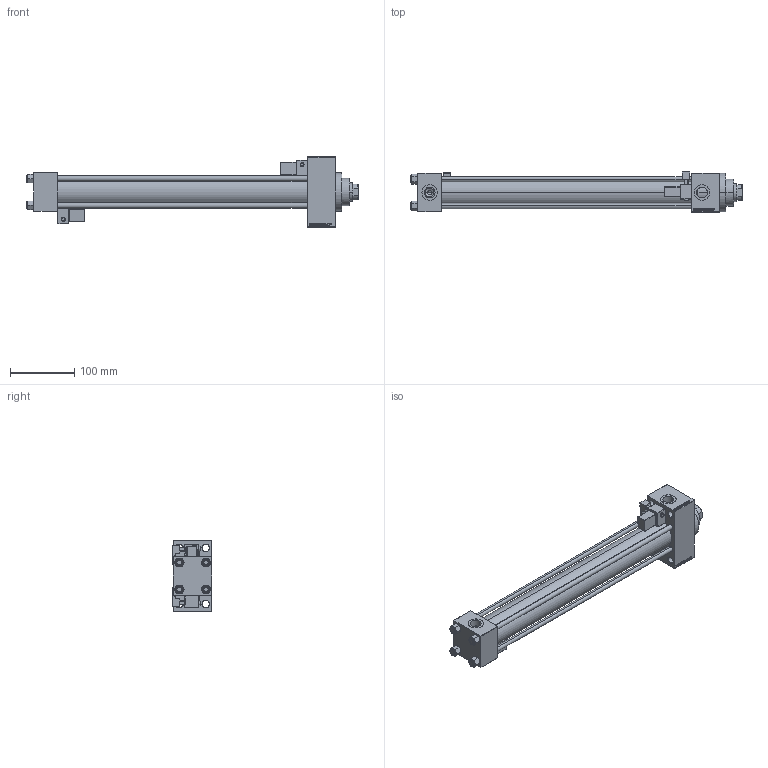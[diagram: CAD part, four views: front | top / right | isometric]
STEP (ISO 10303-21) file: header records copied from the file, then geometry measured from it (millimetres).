
FILE_DESCRIPTION (( 'STEP AP203' ), '1' );
FILE_NAME ('292c.STEP', '2022-04-14T17:37:37', ( '' ), ( '' ), 'SwSTEP 2.0', 'SolidWorks 2019', '' );
FILE_SCHEMA (( 'CONFIG_CONTROL_DESIGN' ));
Length unit declared in the file: millimetre
Products named in the file (7): V215CR_D_Body c0004f02f5c1e9256356b231074018b1; NUT_M5_D c0004f02f5c1e9256356b231074018b1; V215CR_MSU c0004f02f5c1e9256356b231074018b1; V215CR_D_TYCINKA c0004f02f5c1e9256356b231074018b1; 292c; V215CR_VCP_D c0004f02f5c1e9256356b231074018b1; V215_VC_A c0004f02f5c1e9256356b231074018b1
Assembly tree (13 placements, depth 2):
  292c
    V215CR_D_Body c0004f02f5c1e9256356b231074018b1
    V215CR_VCP_D c0004f02f5c1e9256356b231074018b1
    NUT_M5_D c0004f02f5c1e9256356b231074018b1  x4
    V215CR_D_TYCINKA c0004f02f5c1e9256356b231074018b1  x4
    V215_VC_A c0004f02f5c1e9256356b231074018b1
    V215CR_MSU c0004f02f5c1e9256356b231074018b1  x2
Bounding box: 515 x 61.9 x 109 mm (x, y, z)
Volume: 972787.1 mm3; surface area: 292524.8 mm2
Topology: 13 solids, 13 shells, 1268 faces, 3137 edges, 1989 vertices
Faces by surface type: plane 560, bspline 368, cylinder 152, cone 144, sphere 24, torus 20
Entity records: 49739 total; most frequent: CARTESIAN_POINT 25465, ORIENTED_EDGE 5384, DIRECTION 3654, EDGE_CURVE 2692, VERTEX_POINT 1749, VECTOR 1610, LINE 1610, EDGE_LOOP 1205
